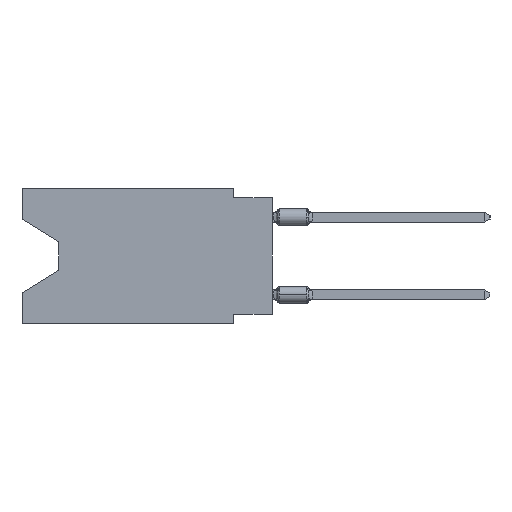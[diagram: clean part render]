
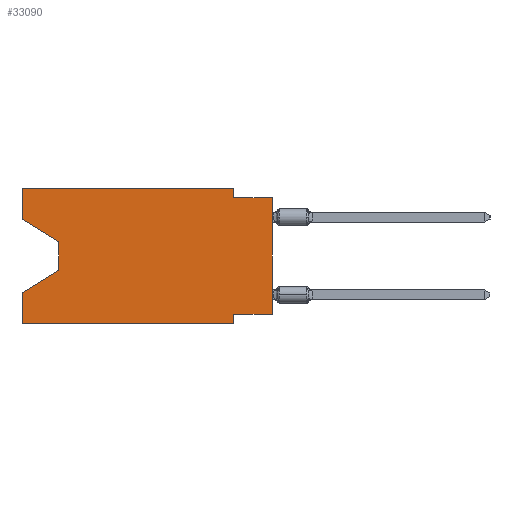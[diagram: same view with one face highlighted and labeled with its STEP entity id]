
A CAD part, left-side view. The second image highlights one B-rep face of the part: STEP entity #33090.
In plain terms, the highlighted planar face has unit normal (-1, 0, 0).
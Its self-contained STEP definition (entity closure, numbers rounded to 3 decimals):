
#965 = CARTESIAN_POINT ( 'NONE',  ( 0., 0., -8.255 ) ) ;
#1086 = EDGE_CURVE ( 'NONE', #27147, #1618, #4218, .T. ) ;
#1559 = CARTESIAN_POINT ( 'NONE',  ( 0., 16.383, 0. ) ) ;
#1618 = VERTEX_POINT ( 'NONE', #27736 ) ;
#1817 = DIRECTION ( 'NONE',  ( 0., 0., -1. ) ) ;
#1906 = FACE_OUTER_BOUND ( 'NONE', #26290, .T. ) ;
#2690 = CARTESIAN_POINT ( 'NONE',  ( 0., 16.383, 0. ) ) ;
#3457 = VECTOR ( 'NONE', #5628, 1000. ) ;
#3555 = LINE ( 'NONE', #965, #3457 ) ;
#4150 = DIRECTION ( 'NONE',  ( 1., 0., 0. ) ) ;
#4182 = LINE ( 'NONE', #12445, #18647 ) ;
#4218 = LINE ( 'NONE', #6462, #30104 ) ;
#4478 = VERTEX_POINT ( 'NONE', #4796 ) ;
#4553 = VERTEX_POINT ( 'NONE', #32137 ) ;
#4796 = CARTESIAN_POINT ( 'NONE',  ( 0., 16.383, -6.852 ) ) ;
#4929 = EDGE_CURVE ( 'NONE', #4553, #27000, #21716, .T. ) ;
#5421 = DIRECTION ( 'NONE',  ( 0., 0., -1. ) ) ;
#5628 = DIRECTION ( 'NONE',  ( 0., 1., 0. ) ) ;
#5868 = DIRECTION ( 'NONE',  ( 0., -1., 0. ) ) ;
#6317 = ORIENTED_EDGE ( 'NONE', *, *, #8576, .T. ) ;
#6462 = CARTESIAN_POINT ( 'NONE',  ( 0., 2.54, -8.89 ) ) ;
#6548 = AXIS2_PLACEMENT_3D ( 'NONE', #1559, #4150, #9806 ) ;
#7136 = EDGE_CURVE ( 'NONE', #8648, #1618, #27287, .T. ) ;
#7179 = CARTESIAN_POINT ( 'NONE',  ( 0., 16.383, -2.038 ) ) ;
#8041 = VERTEX_POINT ( 'NONE', #26090 ) ;
#8576 = EDGE_CURVE ( 'NONE', #28911, #11933, #21988, .T. ) ;
#8648 = VERTEX_POINT ( 'NONE', #22355 ) ;
#9140 = ORIENTED_EDGE ( 'NONE', *, *, #23925, .F. ) ;
#9291 = ORIENTED_EDGE ( 'NONE', *, *, #27580, .T. ) ;
#9383 = VECTOR ( 'NONE', #5421, 1000. ) ;
#9806 = DIRECTION ( 'NONE',  ( 0., 0., -1. ) ) ;
#9885 = EDGE_CURVE ( 'NONE', #8041, #21184, #9921, .T. ) ;
#9921 = LINE ( 'NONE', #23078, #31441 ) ;
#10009 = LINE ( 'NONE', #28529, #28106 ) ;
#10723 = LINE ( 'NONE', #13653, #21031 ) ;
#10795 = DIRECTION ( 'NONE',  ( 0., 0., 1. ) ) ;
#10938 = VERTEX_POINT ( 'NONE', #26765 ) ;
#11335 = EDGE_CURVE ( 'NONE', #18391, #8041, #31381, .T. ) ;
#11933 = VERTEX_POINT ( 'NONE', #32299 ) ;
#12445 = CARTESIAN_POINT ( 'NONE',  ( 0., 0., 0. ) ) ;
#13272 = ORIENTED_EDGE ( 'NONE', *, *, #11335, .F. ) ;
#13380 = EDGE_CURVE ( 'NONE', #4553, #28911, #33838, .T. ) ;
#13653 = CARTESIAN_POINT ( 'NONE',  ( 0., 16.383, 0. ) ) ;
#13756 = ORIENTED_EDGE ( 'NONE', *, *, #13380, .T. ) ;
#14871 = VECTOR ( 'NONE', #27205, 1000. ) ;
#15819 = CARTESIAN_POINT ( 'NONE',  ( 0., 2.54, 0. ) ) ;
#16240 = ORIENTED_EDGE ( 'NONE', *, *, #4929, .F. ) ;
#16282 = LINE ( 'NONE', #19053, #18245 ) ;
#16625 = DIRECTION ( 'NONE',  ( 0., 0.855, -0.519 ) ) ;
#17824 = CARTESIAN_POINT ( 'NONE',  ( 0., 13.97, -3.505 ) ) ;
#17831 = DIRECTION ( 'NONE',  ( 0., 0., 1. ) ) ;
#17880 = EDGE_CURVE ( 'NONE', #8648, #4478, #10009, .T. ) ;
#18245 = VECTOR ( 'NONE', #16625, 1000. ) ;
#18391 = VERTEX_POINT ( 'NONE', #21375 ) ;
#18647 = VECTOR ( 'NONE', #17831, 1000. ) ;
#19053 = CARTESIAN_POINT ( 'NONE',  ( 0., 13.97, -5.385 ) ) ;
#19581 = ORIENTED_EDGE ( 'NONE', *, *, #31591, .T. ) ;
#19973 = EDGE_CURVE ( 'NONE', #27000, #18391, #10723, .T. ) ;
#20161 = ORIENTED_EDGE ( 'NONE', *, *, #7136, .T. ) ;
#20688 = DIRECTION ( 'NONE',  ( 0., -0.855, -0.519 ) ) ;
#21031 = VECTOR ( 'NONE', #5868, 1000. ) ;
#21184 = VERTEX_POINT ( 'NONE', #29284 ) ;
#21214 = ORIENTED_EDGE ( 'NONE', *, *, #17880, .F. ) ;
#21375 = CARTESIAN_POINT ( 'NONE',  ( 0., 2.54, 0. ) ) ;
#21716 = LINE ( 'NONE', #2690, #23803 ) ;
#21974 = CARTESIAN_POINT ( 'NONE',  ( 0., 2.54, -8.255 ) ) ;
#21988 = LINE ( 'NONE', #27013, #14871 ) ;
#22355 = CARTESIAN_POINT ( 'NONE',  ( 0., 16.383, -8.89 ) ) ;
#22579 = DIRECTION ( 'NONE',  ( 0., -1., 0. ) ) ;
#22674 = VECTOR ( 'NONE', #20688, 1000. ) ;
#22791 = VECTOR ( 'NONE', #26604, 1000. ) ;
#22993 = DIRECTION ( 'NONE',  ( 0., 0., 1. ) ) ;
#23078 = CARTESIAN_POINT ( 'NONE',  ( 0., 0., -0.635 ) ) ;
#23803 = VECTOR ( 'NONE', #10795, 1000. ) ;
#23925 = EDGE_CURVE ( 'NONE', #10938, #27147, #3555, .T. ) ;
#25918 = PLANE ( 'NONE',  #6548 ) ;
#26090 = CARTESIAN_POINT ( 'NONE',  ( 0., 2.54, -0.635 ) ) ;
#26290 = EDGE_LOOP ( 'NONE', ( #13756, #6317, #9291, #21214, #20161, #28956, #9140, #19581, #29272, #13272, #26849, #16240 ) ) ;
#26604 = DIRECTION ( 'NONE',  ( 0., -1., 0. ) ) ;
#26765 = CARTESIAN_POINT ( 'NONE',  ( 0., 0., -8.255 ) ) ;
#26770 = CARTESIAN_POINT ( 'NONE',  ( 0., 16.383, -8.89 ) ) ;
#26849 = ORIENTED_EDGE ( 'NONE', *, *, #19973, .F. ) ;
#27000 = VERTEX_POINT ( 'NONE', #29087 ) ;
#27013 = CARTESIAN_POINT ( 'NONE',  ( 0., 13.97, -3.505 ) ) ;
#27147 = VERTEX_POINT ( 'NONE', #21974 ) ;
#27205 = DIRECTION ( 'NONE',  ( 0., 0., -1. ) ) ;
#27287 = LINE ( 'NONE', #26770, #22791 ) ;
#27580 = EDGE_CURVE ( 'NONE', #11933, #4478, #16282, .T. ) ;
#27736 = CARTESIAN_POINT ( 'NONE',  ( 0., 2.54, -8.89 ) ) ;
#28106 = VECTOR ( 'NONE', #22993, 1000. ) ;
#28529 = CARTESIAN_POINT ( 'NONE',  ( 0., 16.383, 0. ) ) ;
#28911 = VERTEX_POINT ( 'NONE', #17824 ) ;
#28956 = ORIENTED_EDGE ( 'NONE', *, *, #1086, .F. ) ;
#29087 = CARTESIAN_POINT ( 'NONE',  ( 0., 16.383, 0. ) ) ;
#29272 = ORIENTED_EDGE ( 'NONE', *, *, #9885, .F. ) ;
#29284 = CARTESIAN_POINT ( 'NONE',  ( 0., 0., -0.635 ) ) ;
#30104 = VECTOR ( 'NONE', #1817, 1000. ) ;
#31381 = LINE ( 'NONE', #15819, #9383 ) ;
#31441 = VECTOR ( 'NONE', #22579, 1000. ) ;
#31591 = EDGE_CURVE ( 'NONE', #10938, #21184, #4182, .T. ) ;
#32137 = CARTESIAN_POINT ( 'NONE',  ( 0., 16.383, -2.038 ) ) ;
#32299 = CARTESIAN_POINT ( 'NONE',  ( 0., 13.97, -5.385 ) ) ;
#33090 = ADVANCED_FACE ( 'NONE', ( #1906 ), #25918, .F. ) ;
#33838 = LINE ( 'NONE', #7179, #22674 ) ;
